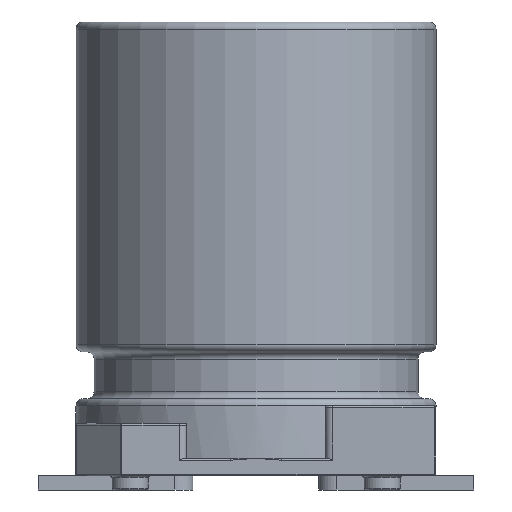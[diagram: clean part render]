
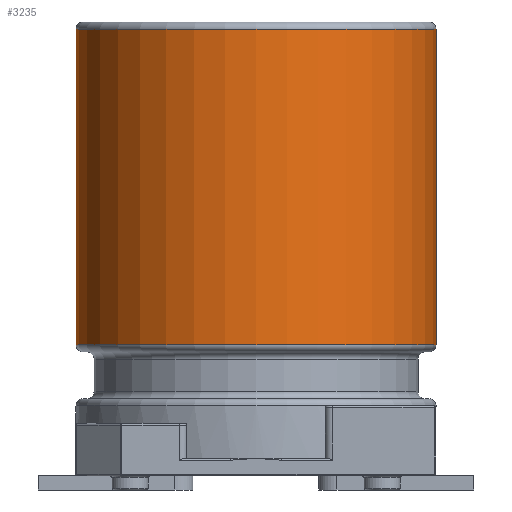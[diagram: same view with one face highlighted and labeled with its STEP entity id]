
A CAD part, front view. The second image highlights one B-rep face of the part: STEP entity #3235.
In plain terms, the highlighted cylindrical face has radius 5 mm (diameter 10 mm), a full revolution.
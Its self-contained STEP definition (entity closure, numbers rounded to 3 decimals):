
#317=CYLINDRICAL_SURFACE('',#3530,5.);
#452=FACE_OUTER_BOUND('',#615,.T.);
#615=EDGE_LOOP('',(#2929,#2930,#2931,#2932,#2933,#2934));
#784=LINE('',#6306,#942);
#942=VECTOR('',#4239,5.);
#1095=CIRCLE('',#3528,5.);
#1096=CIRCLE('',#3529,5.);
#1097=CIRCLE('',#3531,5.);
#1098=CIRCLE('',#3532,5.);
#1489=VERTEX_POINT('',#6299);
#1490=VERTEX_POINT('',#6301);
#1491=VERTEX_POINT('',#6305);
#1492=VERTEX_POINT('',#6307);
#1985=EDGE_CURVE('',#1489,#1490,#1095,.T.);
#1986=EDGE_CURVE('',#1490,#1489,#1096,.T.);
#1987=EDGE_CURVE('',#1490,#1491,#784,.T.);
#1988=EDGE_CURVE('',#1492,#1491,#1097,.T.);
#1989=EDGE_CURVE('',#1491,#1492,#1098,.T.);
#2929=ORIENTED_EDGE('',*,*,#1986,.F.);
#2930=ORIENTED_EDGE('',*,*,#1987,.T.);
#2931=ORIENTED_EDGE('',*,*,#1988,.F.);
#2932=ORIENTED_EDGE('',*,*,#1989,.F.);
#2933=ORIENTED_EDGE('',*,*,#1987,.F.);
#2934=ORIENTED_EDGE('',*,*,#1985,.F.);
#3235=ADVANCED_FACE('',(#452),#317,.T.);
#3528=AXIS2_PLACEMENT_3D('',#6302,#4233,#4234);
#3529=AXIS2_PLACEMENT_3D('',#6303,#4235,#4236);
#3530=AXIS2_PLACEMENT_3D('',#6304,#4237,#4238);
#3531=AXIS2_PLACEMENT_3D('',#6308,#4240,#4241);
#3532=AXIS2_PLACEMENT_3D('',#6309,#4242,#4243);
#4233=DIRECTION('center_axis',(0.,0.,1.));
#4234=DIRECTION('ref_axis',(0.,1.,0.));
#4235=DIRECTION('center_axis',(0.,0.,1.));
#4236=DIRECTION('ref_axis',(0.,1.,0.));
#4237=DIRECTION('center_axis',(0.,0.,1.));
#4238=DIRECTION('ref_axis',(0.,1.,0.));
#4239=DIRECTION('',(0.,0.,-1.));
#4240=DIRECTION('center_axis',(0.,0.,-1.));
#4241=DIRECTION('ref_axis',(0.,-1.,0.));
#4242=DIRECTION('center_axis',(0.,0.,-1.));
#4243=DIRECTION('ref_axis',(0.,-1.,0.));
#6299=CARTESIAN_POINT('',(0.,5.,12.8));
#6301=CARTESIAN_POINT('',(0.,-5.,12.8));
#6302=CARTESIAN_POINT('Origin',(0.,0.,12.8));
#6303=CARTESIAN_POINT('Origin',(0.,0.,12.8));
#6304=CARTESIAN_POINT('Origin',(0.,0.,0.878));
#6305=CARTESIAN_POINT('',(0.,-5.,4.035));
#6306=CARTESIAN_POINT('',(0.,-5.,0.878));
#6307=CARTESIAN_POINT('',(0.,5.,4.035));
#6308=CARTESIAN_POINT('Origin',(0.,0.,4.035));
#6309=CARTESIAN_POINT('Origin',(0.,0.,4.035));
